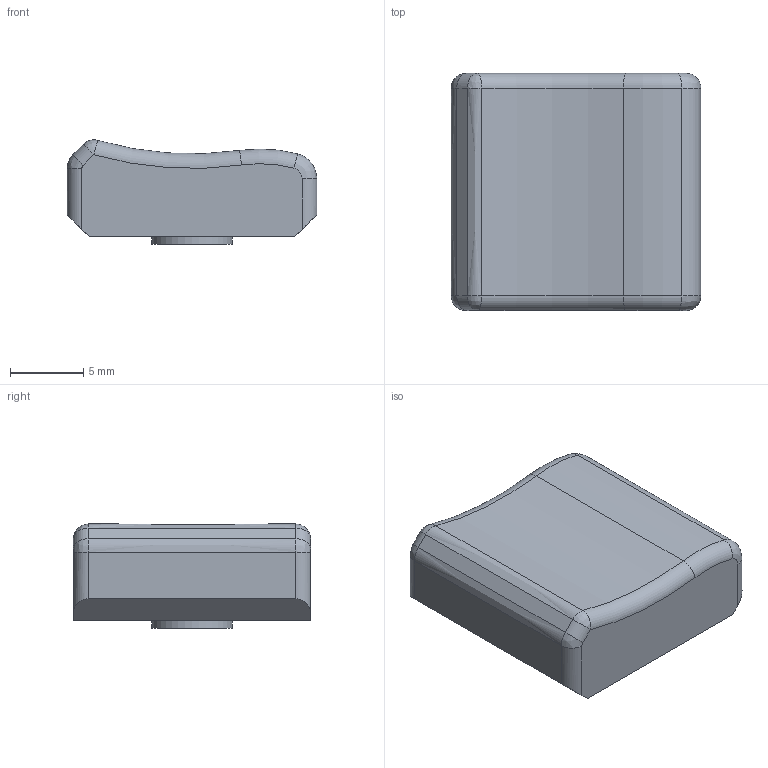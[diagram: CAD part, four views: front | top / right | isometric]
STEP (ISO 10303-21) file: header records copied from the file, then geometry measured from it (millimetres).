
FILE_DESCRIPTION(/* description */ (''),/* implementation_level */ '2;1');
FILE_NAME(/* name */ 'cylindrical_lp_choc_v2.step',/* time_stamp */ '2024-04-10T22:52:47-07:00',/* author */ (''),/* organization */ (''),/* preprocessor_version */ 'ST-DEVELOPER v20',/* originating_system */ 'Autodesk Translation Framework v12.20.1.177',/* authorisation */ '');
FILE_SCHEMA (('AUTOMOTIVE_DESIGN { 1 0 10303 214 3 1 1 }'));
Length unit declared in the file: millimetre
Products named in the file (2): cylindrical_lp_choc_v2; mx_stem
Assembly tree (1 placements, depth 2):
  cylindrical_lp_choc_v2
    mx_stem
Bounding box: 17 x 16.15 x 7.1 mm (x, y, z)
Volume: 1108 mm3; surface area: 1149.2 mm2
Topology: 2 solids, 2 shells, 62 faces, 152 edges, 92 vertices
Faces by surface type: plane 40, cylinder 10, bspline 8, torus 4
Full cylindrical faces by diameter (mm): 5.5 x1
Entity records: 2090 total; most frequent: CARTESIAN_POINT 623, ORIENTED_EDGE 300, DIRECTION 278, EDGE_CURVE 150, LINE 108, VECTOR 108, VERTEX_POINT 92, AXIS2_PLACEMENT_3D 85
